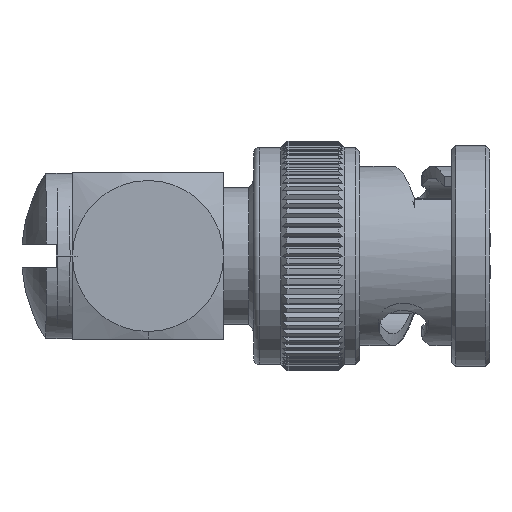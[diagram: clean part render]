
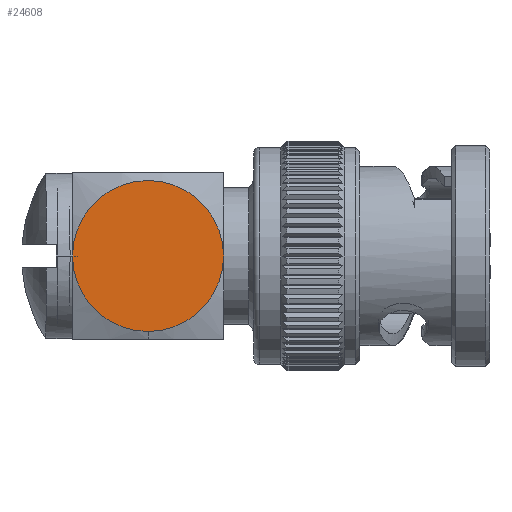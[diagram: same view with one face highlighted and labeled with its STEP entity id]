
A CAD part, left-side view. The second image highlights one B-rep face of the part: STEP entity #24608.
In plain terms, the highlighted planar face has unit normal (-1, 0, 0).
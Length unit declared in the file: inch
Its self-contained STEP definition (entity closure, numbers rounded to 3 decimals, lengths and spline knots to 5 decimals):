
#1206 = DIRECTION ( 'NONE',  ( 0., 0., 1. ) ) ;
#6613 = CARTESIAN_POINT ( 'NONE',  ( -0.20669, -0.1875, 0. ) ) ;
#6917 = CARTESIAN_POINT ( 'NONE',  ( -0.20669, -0.1875, 0.20669 ) ) ;
#7176 = DIRECTION ( 'NONE',  ( 1., 0., 0. ) ) ;
#7859 = AXIS2_PLACEMENT_3D ( 'NONE', #29170, #46148, #1206 ) ;
#8345 = CARTESIAN_POINT ( 'NONE',  ( -0.20669, 0., 0. ) ) ;
#11936 = VERTEX_POINT ( 'NONE', #15359 ) ;
#12423 = EDGE_CURVE ( 'NONE', #28781, #40661, #29250, .T. ) ;
#14668 = DIRECTION ( 'NONE',  ( 0., 0., 1. ) ) ;
#15359 = CARTESIAN_POINT ( 'NONE',  ( -0.20669, 0.1875, 0. ) ) ;
#16732 = AXIS2_PLACEMENT_3D ( 'NONE', #8345, #20346, #14668 ) ;
#17029 = CARTESIAN_POINT ( 'NONE',  ( -0.20669, 0., 0. ) ) ;
#20346 = DIRECTION ( 'NONE',  ( -1., 0., 0. ) ) ;
#22189 = EDGE_CURVE ( 'NONE', #40661, #11936, #27117, .T. ) ;
#24608 = ADVANCED_FACE ( 'NONE', ( #43237 ), #42969, .F. ) ;
#27117 = CIRCLE ( 'NONE', #43783, 0.1875 ) ;
#27225 = ORIENTED_EDGE ( 'NONE', *, *, #12423, .T. ) ;
#28781 = VERTEX_POINT ( 'NONE', #6613 ) ;
#29170 = CARTESIAN_POINT ( 'NONE',  ( -0.20669, 0., 0. ) ) ;
#29250 = CIRCLE ( 'NONE', #16732, 0.1875 ) ;
#30076 = ORIENTED_EDGE ( 'NONE', *, *, #22189, .T. ) ;
#31368 = ORIENTED_EDGE ( 'NONE', *, *, #39715, .T. ) ;
#31454 = EDGE_LOOP ( 'NONE', ( #27225, #30076, #31368 ) ) ;
#37420 = DIRECTION ( 'NONE',  ( -1., 0., 0. ) ) ;
#39715 = EDGE_CURVE ( 'NONE', #11936, #28781, #42080, .T. ) ;
#40661 = VERTEX_POINT ( 'NONE', #49646 ) ;
#42080 = CIRCLE ( 'NONE', #7859, 0.1875 ) ;
#42969 = PLANE ( 'NONE',  #51615 ) ;
#43237 = FACE_OUTER_BOUND ( 'NONE', #31454, .T. ) ;
#43783 = AXIS2_PLACEMENT_3D ( 'NONE', #17029, #37420, #48453 ) ;
#46148 = DIRECTION ( 'NONE',  ( -1., 0., 0. ) ) ;
#46639 = DIRECTION ( 'NONE',  ( 0., 1., 0. ) ) ;
#48453 = DIRECTION ( 'NONE',  ( 0., 0., 1. ) ) ;
#49646 = CARTESIAN_POINT ( 'NONE',  ( -0.20669, 0., 0.1875 ) ) ;
#51615 = AXIS2_PLACEMENT_3D ( 'NONE', #6917, #7176, #46639 ) ;
